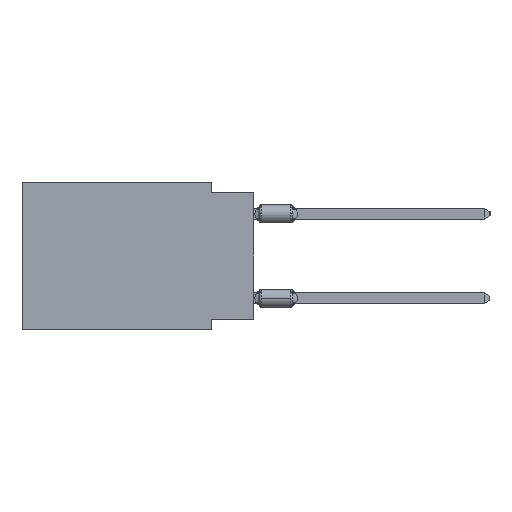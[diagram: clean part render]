
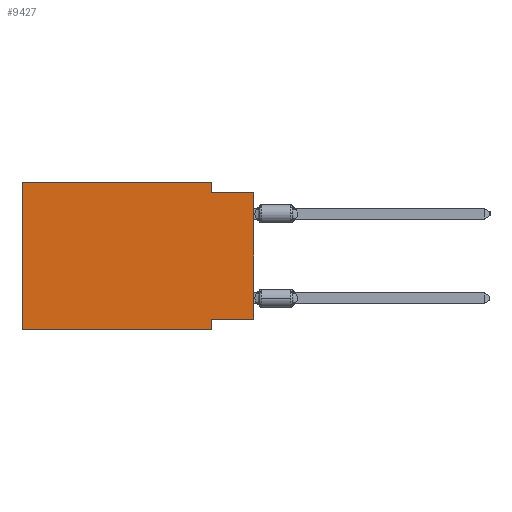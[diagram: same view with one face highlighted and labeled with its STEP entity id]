
A CAD part, left-side view. The second image highlights one B-rep face of the part: STEP entity #9427.
In plain terms, the highlighted planar face has unit normal (-1, 0, 0).
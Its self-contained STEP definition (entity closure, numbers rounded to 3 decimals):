
#831 = VERTEX_POINT ( 'NONE', #21853 ) ;
#971 = FACE_OUTER_BOUND ( 'NONE', #1476, .T. ) ;
#973 = DIRECTION ( 'NONE',  ( 0., -1., 0. ) ) ;
#1476 = EDGE_LOOP ( 'NONE', ( #5153, #16876, #37978, #18698, #25422, #16056, #35864, #30872 ) ) ;
#4549 = DIRECTION ( 'NONE',  ( 0., 0., -1. ) ) ;
#5153 = ORIENTED_EDGE ( 'NONE', *, *, #17565, .T. ) ;
#5995 = VERTEX_POINT ( 'NONE', #36476 ) ;
#7346 = CARTESIAN_POINT ( 'NONE',  ( 0., 13.97, 0. ) ) ;
#8699 = LINE ( 'NONE', #14237, #15458 ) ;
#9427 = ADVANCED_FACE ( 'NONE', ( #971 ), #28994, .F. ) ;
#9898 = EDGE_CURVE ( 'NONE', #5995, #29000, #27067, .T. ) ;
#10561 = CARTESIAN_POINT ( 'NONE',  ( 0., 0., -8.255 ) ) ;
#13032 = VERTEX_POINT ( 'NONE', #26510 ) ;
#13232 = DIRECTION ( 'NONE',  ( 0., 1., 0. ) ) ;
#13444 = CARTESIAN_POINT ( 'NONE',  ( 0., 13.97, 0. ) ) ;
#13676 = VECTOR ( 'NONE', #4549, 1000. ) ;
#13683 = VECTOR ( 'NONE', #13232, 1000. ) ;
#13857 = DIRECTION ( 'NONE',  ( 1., 0., 0. ) ) ;
#13874 = CARTESIAN_POINT ( 'NONE',  ( 0., 0., 0. ) ) ;
#14237 = CARTESIAN_POINT ( 'NONE',  ( 0., 0., -0.635 ) ) ;
#14905 = CARTESIAN_POINT ( 'NONE',  ( 0., 13.97, 0. ) ) ;
#15458 = VECTOR ( 'NONE', #33240, 1000. ) ;
#16056 = ORIENTED_EDGE ( 'NONE', *, *, #25738, .T. ) ;
#16296 = EDGE_CURVE ( 'NONE', #29000, #831, #8699, .T. ) ;
#16730 = DIRECTION ( 'NONE',  ( 0., 0., 1. ) ) ;
#16876 = ORIENTED_EDGE ( 'NONE', *, *, #16296, .F. ) ;
#17565 = EDGE_CURVE ( 'NONE', #18020, #831, #39232, .T. ) ;
#17831 = DIRECTION ( 'NONE',  ( 0., -1., 0. ) ) ;
#18020 = VERTEX_POINT ( 'NONE', #10561 ) ;
#18698 = ORIENTED_EDGE ( 'NONE', *, *, #27558, .F. ) ;
#20454 = VECTOR ( 'NONE', #973, 1000. ) ;
#21104 = EDGE_CURVE ( 'NONE', #13032, #40204, #29484, .T. ) ;
#21440 = VECTOR ( 'NONE', #30653, 1000. ) ;
#21853 = CARTESIAN_POINT ( 'NONE',  ( 0., 0., -0.635 ) ) ;
#22555 = VERTEX_POINT ( 'NONE', #7346 ) ;
#25422 = ORIENTED_EDGE ( 'NONE', *, *, #36413, .F. ) ;
#25526 = DIRECTION ( 'NONE',  ( 0., 0., -1. ) ) ;
#25738 = EDGE_CURVE ( 'NONE', #28700, #40204, #27442, .T. ) ;
#26510 = CARTESIAN_POINT ( 'NONE',  ( 0., 2.54, -8.255 ) ) ;
#26873 = CARTESIAN_POINT ( 'NONE',  ( 0., 2.54, 0. ) ) ;
#27067 = LINE ( 'NONE', #26873, #38354 ) ;
#27442 = LINE ( 'NONE', #39922, #31500 ) ;
#27558 = EDGE_CURVE ( 'NONE', #22555, #5995, #28585, .T. ) ;
#27969 = LINE ( 'NONE', #14905, #21440 ) ;
#28463 = AXIS2_PLACEMENT_3D ( 'NONE', #13444, #13857, #25526 ) ;
#28585 = LINE ( 'NONE', #38214, #20454 ) ;
#28700 = VERTEX_POINT ( 'NONE', #31873 ) ;
#28994 = PLANE ( 'NONE',  #28463 ) ;
#29000 = VERTEX_POINT ( 'NONE', #31007 ) ;
#29177 = CARTESIAN_POINT ( 'NONE',  ( 0., 0., -8.255 ) ) ;
#29484 = LINE ( 'NONE', #31961, #13676 ) ;
#30653 = DIRECTION ( 'NONE',  ( 0., 0., 1. ) ) ;
#30872 = ORIENTED_EDGE ( 'NONE', *, *, #40311, .F. ) ;
#31007 = CARTESIAN_POINT ( 'NONE',  ( 0., 2.54, -0.635 ) ) ;
#31500 = VECTOR ( 'NONE', #17831, 1000. ) ;
#31873 = CARTESIAN_POINT ( 'NONE',  ( 0., 13.97, -8.89 ) ) ;
#31961 = CARTESIAN_POINT ( 'NONE',  ( 0., 2.54, -8.89 ) ) ;
#33201 = DIRECTION ( 'NONE',  ( 0., 0., -1. ) ) ;
#33240 = DIRECTION ( 'NONE',  ( 0., -1., 0. ) ) ;
#35864 = ORIENTED_EDGE ( 'NONE', *, *, #21104, .F. ) ;
#36413 = EDGE_CURVE ( 'NONE', #28700, #22555, #27969, .T. ) ;
#36476 = CARTESIAN_POINT ( 'NONE',  ( 0., 2.54, 0. ) ) ;
#37978 = ORIENTED_EDGE ( 'NONE', *, *, #9898, .F. ) ;
#37979 = VECTOR ( 'NONE', #16730, 1000. ) ;
#38214 = CARTESIAN_POINT ( 'NONE',  ( 0., 13.97, 0. ) ) ;
#38354 = VECTOR ( 'NONE', #33201, 1000. ) ;
#38601 = LINE ( 'NONE', #29177, #13683 ) ;
#39232 = LINE ( 'NONE', #13874, #37979 ) ;
#39300 = CARTESIAN_POINT ( 'NONE',  ( 0., 2.54, -8.89 ) ) ;
#39922 = CARTESIAN_POINT ( 'NONE',  ( 0., 13.97, -8.89 ) ) ;
#40204 = VERTEX_POINT ( 'NONE', #39300 ) ;
#40311 = EDGE_CURVE ( 'NONE', #18020, #13032, #38601, .T. ) ;
